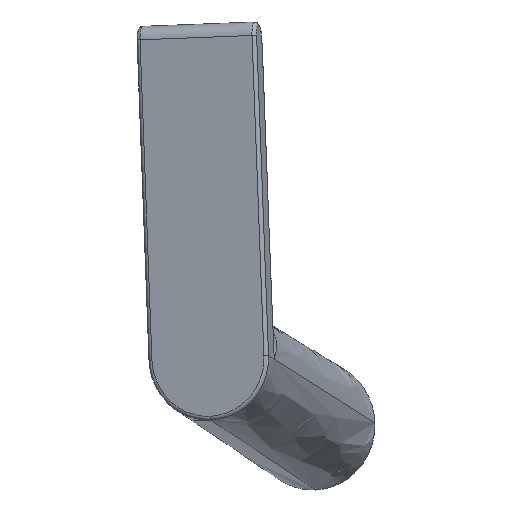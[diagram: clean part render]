
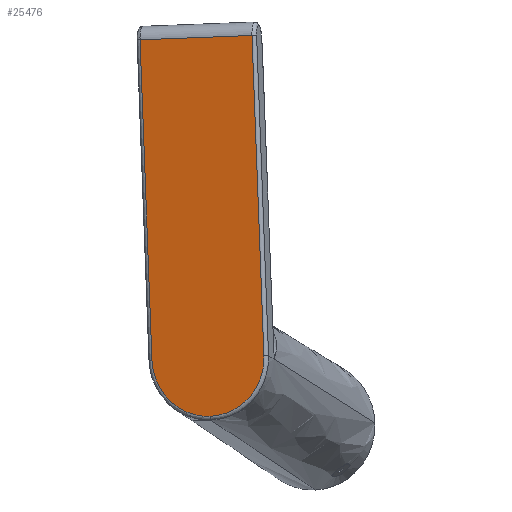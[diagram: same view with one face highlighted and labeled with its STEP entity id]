
A CAD part, top view. The second image highlights one B-rep face of the part: STEP entity #25476.
In plain terms, the highlighted face is planar.
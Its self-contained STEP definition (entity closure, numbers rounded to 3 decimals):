
#11586=CARTESIAN_POINT(' ',(0.,3.928,170.));
#11587=VERTEX_POINT(' ',#11586);
#11631=CARTESIAN_POINT(' ',(22.482,26.69,170.));
#11632=VERTEX_POINT(' ',#11631);
#11646=CARTESIAN_POINT(' ',(0.,3.928,170.));
#11651=CARTESIAN_POINT(' ',(2.954,3.928,170.));
#11656=CARTESIAN_POINT(' ',(5.906,4.529,170.));
#11661=CARTESIAN_POINT(' ',(11.848,7.023,170.));
#11666=CARTESIAN_POINT(' ',(14.761,9.158,170.));
#11671=CARTESIAN_POINT(' ',(19.339,14.551,170.));
#11676=CARTESIAN_POINT(' ',(20.989,17.794,170.));
#11681=CARTESIAN_POINT(' ',(22.262,23.025,170.));
#11686=CARTESIAN_POINT(' ',(22.482,24.857,170.));
#11691=CARTESIAN_POINT(' ',(22.482,26.69,170.));
#11696=B_SPLINE_CURVE_WITH_KNOTS('',3,(#11646,#11651,#11656,#11661,#11666,#11671,#11676,#11681,#11686,#11691),.UNSPECIFIED.,.F.,.U.,(4,2,2,2,4),(0.,0.249,0.547,0.846,1.),.UNSPECIFIED.);
#11701=EDGE_CURVE(' ',#11587,#11632,#11696,.T.);
#13331=CARTESIAN_POINT(' ',(-22.482,26.691,170.));
#13332=VERTEX_POINT(' ',#13331);
#13356=CARTESIAN_POINT(' ',(-22.482,26.691,170.));
#13361=CARTESIAN_POINT(' ',(-22.482,24.551,170.));
#13366=CARTESIAN_POINT(' ',(-22.176,22.397,170.));
#13371=CARTESIAN_POINT(' ',(-20.764,17.449,170.));
#13376=CARTESIAN_POINT(' ',(-19.392,14.806,170.));
#13381=CARTESIAN_POINT(' ',(-15.78,10.215,170.));
#13386=CARTESIAN_POINT(' ',(-13.526,8.274,170.));
#13391=CARTESIAN_POINT(' ',(-7.654,4.939,170.));
#13396=CARTESIAN_POINT(' ',(-3.868,3.928,170.));
#13401=CARTESIAN_POINT(' ',(0.,3.928,170.));
#13406=B_SPLINE_CURVE_WITH_KNOTS('',3,(#13356,#13361,#13366,#13371,#13376,#13381,#13386,#13391,#13396,#13401),.UNSPECIFIED.,.F.,.U.,(4,2,2,2,4),(0.,0.173,0.422,0.67,1.),.UNSPECIFIED.);
#13411=EDGE_CURVE(' ',#13332,#11587,#13406,.T.);
#25201=CARTESIAN_POINT(' ',(22.482,151.75,170.));
#25202=VERTEX_POINT(' ',#25201);
#25316=CARTESIAN_POINT(' ',(22.482,26.69,170.));
#25321=DIRECTION(' ',(0.,1.,0.));
#25326=VECTOR(' ',#25321,1.);
#25331=LINE('',#25316,#25326);
#25336=EDGE_CURVE(' ',#11632,#25202,#25331,.T.);
#25361=DIRECTION(' ',(0.,0.,1.));
#25366=CARTESIAN_POINT(' ',(-22.482,3.928,170.));
#25371=DIRECTION(' ',(1.,0.,0.));
#25376=AXIS2_PLACEMENT_3D(' ',#25366,#25361,#25371);
#25381=PLANE('',#25376);
#25386=CARTESIAN_POINT(' ',(-22.482,151.75,170.));
#25391=DIRECTION(' ',(1.,0.,0.));
#25396=VECTOR(' ',#25391,1.);
#25401=LINE('',#25386,#25396);
#25406=CARTESIAN_POINT(' ',(-22.482,151.75,170.));
#25407=VERTEX_POINT(' ',#25406);
#25411=EDGE_CURVE(' ',#25407,#25202,#25401,.T.);
#25416=ORIENTED_EDGE(' ',*,*,#25411,.F.);
#25421=CARTESIAN_POINT(' ',(-22.482,151.75,170.));
#25426=DIRECTION(' ',(0.,-1.,0.));
#25431=VECTOR(' ',#25426,1.);
#25436=LINE('',#25421,#25431);
#25441=EDGE_CURVE(' ',#25407,#13332,#25436,.T.);
#25446=ORIENTED_EDGE(' ',*,*,#25441,.T.);
#25451=ORIENTED_EDGE(' ',*,*,#13411,.T.);
#25456=ORIENTED_EDGE(' ',*,*,#11701,.T.);
#25461=ORIENTED_EDGE(' ',*,*,#25336,.T.);
#25466=EDGE_LOOP(' ',(#25416,#25446,#25451,#25456,#25461));
#25471=FACE_OUTER_BOUND(' ',#25466,.T.);
#25476=ADVANCED_FACE('',(#25471),#25381,.T.);
